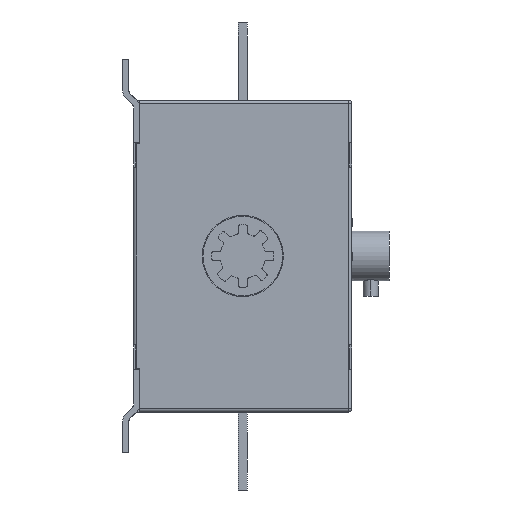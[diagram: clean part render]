
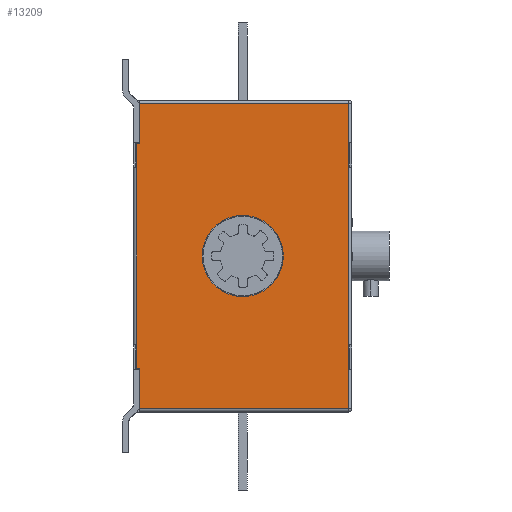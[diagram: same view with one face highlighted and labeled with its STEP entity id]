
A CAD part, left-side view. The second image highlights one B-rep face of the part: STEP entity #13209.
In plain terms, the highlighted planar face has unit normal (-1, 0, 0).
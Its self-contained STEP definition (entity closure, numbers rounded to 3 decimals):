
#305 = CARTESIAN_POINT ( 'NONE',  ( -44., 39., -34.5 ) ) ;
#329 = EDGE_CURVE ( 'NONE', #13741, #14270, #4950, .T. ) ;
#349 = CARTESIAN_POINT ( 'NONE',  ( -44., 39., -35.5 ) ) ;
#546 = VECTOR ( 'NONE', #13275, 1000. ) ;
#763 = VECTOR ( 'NONE', #2207, 1000. ) ;
#806 = PLANE ( 'NONE',  #12657 ) ;
#833 = EDGE_CURVE ( 'NONE', #15110, #10073, #6687, .T. ) ;
#884 = DIRECTION ( 'NONE',  ( 0., -1., 0. ) ) ;
#919 = ORIENTED_EDGE ( 'NONE', *, *, #12705, .T. ) ;
#955 = CARTESIAN_POINT ( 'NONE',  ( -44., 111., -35.5 ) ) ;
#958 = CARTESIAN_POINT ( 'NONE',  ( -44., 25., 33.5 ) ) ;
#1137 = CARTESIAN_POINT ( 'NONE',  ( -44., 75., -1.5 ) ) ;
#1298 = CARTESIAN_POINT ( 'NONE',  ( -44., 125., -34.5 ) ) ;
#1438 = CARTESIAN_POINT ( 'NONE',  ( -44., 26., 33.5 ) ) ;
#1444 = ORIENTED_EDGE ( 'NONE', *, *, #6311, .T. ) ;
#2207 = DIRECTION ( 'NONE',  ( 0., 1., 0. ) ) ;
#2651 = CARTESIAN_POINT ( 'NONE',  ( -44., 111., -34.5 ) ) ;
#2669 = CARTESIAN_POINT ( 'NONE',  ( -44., 39., -34.5 ) ) ;
#3017 = EDGE_CURVE ( 'NONE', #12784, #3461, #4166, .T. ) ;
#3073 = DIRECTION ( 'NONE',  ( 0., 0., -1. ) ) ;
#3113 = LINE ( 'NONE', #305, #546 ) ;
#3151 = VECTOR ( 'NONE', #4099, 1000. ) ;
#3387 = VERTEX_POINT ( 'NONE', #349 ) ;
#3459 = FACE_BOUND ( 'NONE', #9034, .T. ) ;
#3461 = VERTEX_POINT ( 'NONE', #7077 ) ;
#3803 = ORIENTED_EDGE ( 'NONE', *, *, #833, .T. ) ;
#3989 = LINE ( 'NONE', #2651, #6815 ) ;
#4099 = DIRECTION ( 'NONE',  ( 0., 0., 1. ) ) ;
#4166 = CIRCLE ( 'NONE', #15605, 13. ) ;
#4193 = ORIENTED_EDGE ( 'NONE', *, *, #12216, .F. ) ;
#4889 = ORIENTED_EDGE ( 'NONE', *, *, #3017, .F. ) ;
#4950 = LINE ( 'NONE', #1298, #763 ) ;
#5057 = ORIENTED_EDGE ( 'NONE', *, *, #13128, .T. ) ;
#5145 = DIRECTION ( 'NONE',  ( 0., 0., -1. ) ) ;
#5233 = EDGE_CURVE ( 'NONE', #5883, #3387, #3113, .T. ) ;
#5283 = CARTESIAN_POINT ( 'NONE',  ( -44., 124., 32.5 ) ) ;
#5883 = VERTEX_POINT ( 'NONE', #2669 ) ;
#5897 = CARTESIAN_POINT ( 'NONE',  ( -44., 25., 32.5 ) ) ;
#6074 = ORIENTED_EDGE ( 'NONE', *, *, #329, .F. ) ;
#6203 = LINE ( 'NONE', #11267, #13326 ) ;
#6211 = DIRECTION ( 'NONE',  ( -1., 0., 0. ) ) ;
#6311 = EDGE_CURVE ( 'NONE', #13741, #12231, #3989, .T. ) ;
#6687 = LINE ( 'NONE', #1438, #3151 ) ;
#6815 = VECTOR ( 'NONE', #5145, 1000. ) ;
#7077 = CARTESIAN_POINT ( 'NONE',  ( -44., 88., -1.5 ) ) ;
#7210 = LINE ( 'NONE', #7286, #11594 ) ;
#7286 = CARTESIAN_POINT ( 'NONE',  ( -44., 39., -35.5 ) ) ;
#7667 = CIRCLE ( 'NONE', #10839, 13. ) ;
#7866 = CARTESIAN_POINT ( 'NONE',  ( -44., 26., 32.5 ) ) ;
#8018 = CARTESIAN_POINT ( 'NONE',  ( -44., 75., -1.5 ) ) ;
#8465 = LINE ( 'NONE', #5897, #10351 ) ;
#9034 = EDGE_LOOP ( 'NONE', ( #4889, #9623 ) ) ;
#9086 = VERTEX_POINT ( 'NONE', #5283 ) ;
#9530 = FACE_OUTER_BOUND ( 'NONE', #14002, .T. ) ;
#9623 = ORIENTED_EDGE ( 'NONE', *, *, #14771, .F. ) ;
#10073 = VERTEX_POINT ( 'NONE', #7866 ) ;
#10351 = VECTOR ( 'NONE', #14799, 1000. ) ;
#10414 = CARTESIAN_POINT ( 'NONE',  ( -44., 111., -34.5 ) ) ;
#10435 = EDGE_CURVE ( 'NONE', #10073, #9086, #8465, .T. ) ;
#10811 = CARTESIAN_POINT ( 'NONE',  ( -44., 62., -1.5 ) ) ;
#10839 = AXIS2_PLACEMENT_3D ( 'NONE', #1137, #6211, #16114 ) ;
#10947 = DIRECTION ( 'NONE',  ( 1., 0., 0. ) ) ;
#11267 = CARTESIAN_POINT ( 'NONE',  ( -44., 25., -34.5 ) ) ;
#11594 = VECTOR ( 'NONE', #884, 1000. ) ;
#11839 = DIRECTION ( 'NONE',  ( 0., -1., 0. ) ) ;
#11995 = CARTESIAN_POINT ( 'NONE',  ( -44., 124., 33.5 ) ) ;
#12216 = EDGE_CURVE ( 'NONE', #15110, #5883, #6203, .T. ) ;
#12231 = VERTEX_POINT ( 'NONE', #955 ) ;
#12393 = ORIENTED_EDGE ( 'NONE', *, *, #10435, .T. ) ;
#12551 = CARTESIAN_POINT ( 'NONE',  ( -44., 124., -34.5 ) ) ;
#12657 = AXIS2_PLACEMENT_3D ( 'NONE', #958, #10947, #16031 ) ;
#12679 = DIRECTION ( 'NONE',  ( 0., 1., 0. ) ) ;
#12705 = EDGE_CURVE ( 'NONE', #9086, #14270, #14665, .T. ) ;
#12784 = VERTEX_POINT ( 'NONE', #10811 ) ;
#13128 = EDGE_CURVE ( 'NONE', #12231, #3387, #7210, .T. ) ;
#13209 = ADVANCED_FACE ( 'NONE', ( #3459, #9530 ), #806, .F. ) ;
#13275 = DIRECTION ( 'NONE',  ( 0., 0., -1. ) ) ;
#13326 = VECTOR ( 'NONE', #12679, 1000. ) ;
#13741 = VERTEX_POINT ( 'NONE', #10414 ) ;
#13793 = ORIENTED_EDGE ( 'NONE', *, *, #5233, .F. ) ;
#14002 = EDGE_LOOP ( 'NONE', ( #1444, #5057, #13793, #4193, #3803, #12393, #919, #6074 ) ) ;
#14270 = VERTEX_POINT ( 'NONE', #12551 ) ;
#14403 = VECTOR ( 'NONE', #3073, 1000. ) ;
#14665 = LINE ( 'NONE', #11995, #14403 ) ;
#14771 = EDGE_CURVE ( 'NONE', #3461, #12784, #7667, .T. ) ;
#14799 = DIRECTION ( 'NONE',  ( 0., 1., 0. ) ) ;
#15110 = VERTEX_POINT ( 'NONE', #16095 ) ;
#15344 = DIRECTION ( 'NONE',  ( -1., 0., 0. ) ) ;
#15605 = AXIS2_PLACEMENT_3D ( 'NONE', #8018, #15344, #11839 ) ;
#16031 = DIRECTION ( 'NONE',  ( 0., 0., 1. ) ) ;
#16095 = CARTESIAN_POINT ( 'NONE',  ( -44., 26., -34.5 ) ) ;
#16114 = DIRECTION ( 'NONE',  ( 0., -1., 0. ) ) ;
